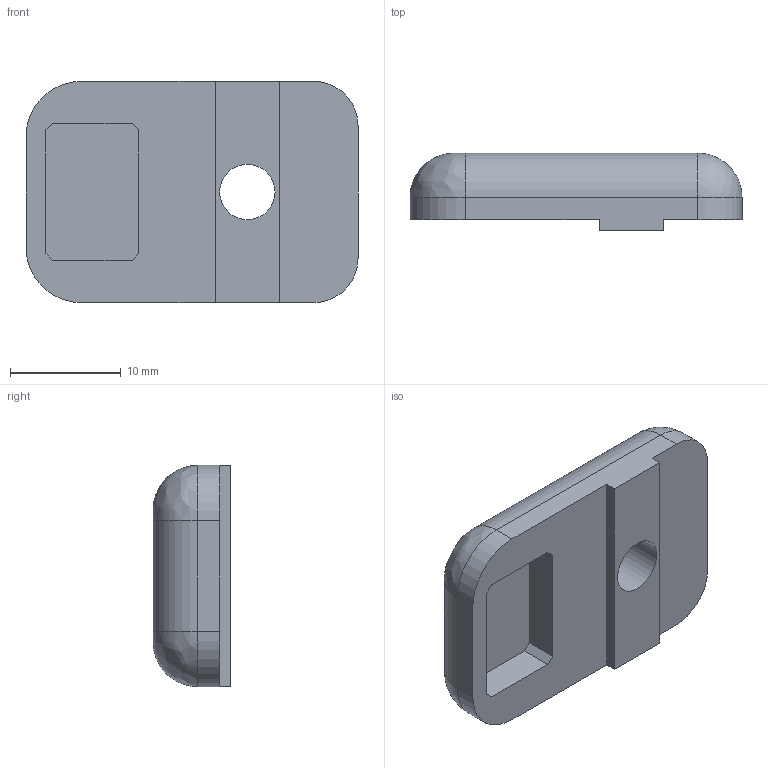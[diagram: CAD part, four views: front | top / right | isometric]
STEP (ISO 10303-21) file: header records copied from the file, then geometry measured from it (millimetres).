
FILE_DESCRIPTION(/* description */ (''),/* implementation_level */ '2;1');
FILE_NAME(/* name */ 'BLV_mgn_Cube v2.step',/* time_stamp */ '2019-10-18T09:29:56+02:00',/* author */ (''),/* organization */ (''),/* preprocessor_version */ 'ST-DEVELOPER v18',/* originating_system */ 'Autodesk Translation Framework v8.6.0.1094',/* authorisation */ '');
FILE_SCHEMA (('AUTOMOTIVE_DESIGN { 1 0 10303 214 3 1 1 }'));
Length unit declared in the file: millimetre
Products named in the file (2): BLV_mgn_Cube; Z axis
Assembly tree (1 placements, depth 2):
  BLV_mgn_Cube
    Z axis
Bounding box: 30 x 7 x 20 mm (x, y, z)
Volume: 2806.2 mm3; surface area: 1811.5 mm2
Topology: 1 solids, 1 shells, 34 faces, 80 edges, 50 vertices
Faces by surface type: plane 20, cylinder 10, sphere 2, bspline 2
Full cylindrical faces by diameter (mm): 5 x1, 10 x1
Entity records: 1041 total; most frequent: CARTESIAN_POINT 183, DIRECTION 172, ORIENTED_EDGE 160, EDGE_CURVE 80, LINE 58, VECTOR 58, AXIS2_PLACEMENT_3D 57, VERTEX_POINT 50
